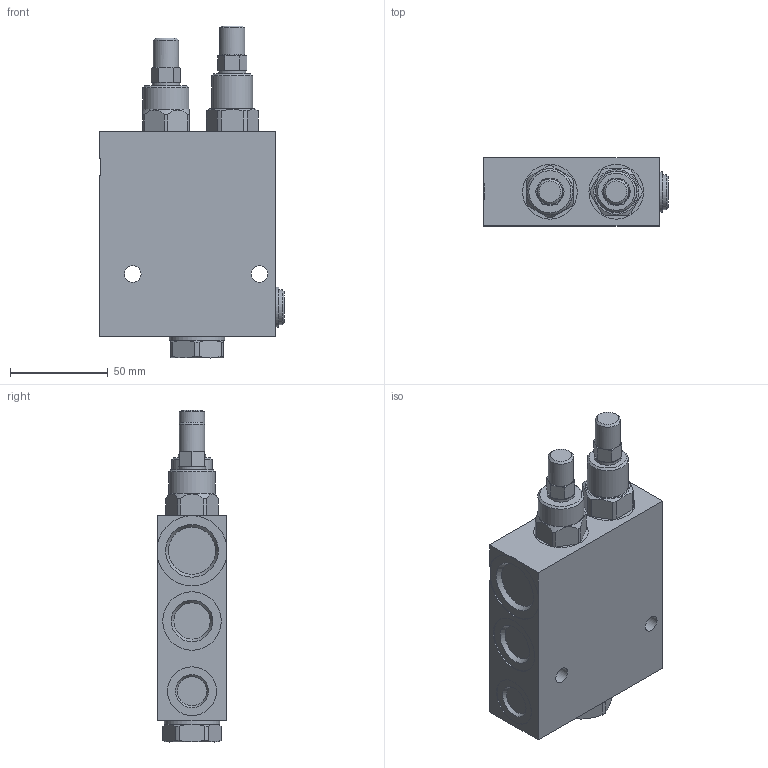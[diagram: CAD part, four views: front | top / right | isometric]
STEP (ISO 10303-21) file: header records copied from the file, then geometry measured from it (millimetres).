
FILE_DESCRIPTION(/* description */ ('Unknown'),/* implementation_level */ '2;1');
FILE_NAME(/* name */ 'v0513',/* time_stamp */ '2017-12-07T12:26:00+01:00',/* author */ ('Unknown'),/* organization */ ('Unknown'),/* preprocessor_version */ 'ST-DEVELOPER v16.7',/* originating_system */ 'DEX',/* authorisation */ $);
FILE_SCHEMA (('AUTOMOTIVE_DESIGN {1 0 10303 214 3 1 1}'));
Length unit declared in the file: millimetre
Products named in the file (1): v0513
Bounding box: 94.75 x 35 x 170.25 mm (x, y, z)
Volume: 359570.3 mm3; surface area: 42468.5 mm2
Topology: 1 solids, 3 shells, 198 faces, 473 edges, 280 vertices
Faces by surface type: plane 72, cone 47, cylinder 41, bspline 24, torus 14
Full cylindrical faces by diameter (mm): 8.5 x4, 13 x2, 14 x2, 18 x1, 20.7 x1, 21 x2, 23.6 x1, 25 x1, 28 x2, 28.5 x1, 30 x3
Entity records: 8847 total; most frequent: CARTESIAN_POINT 3481, ORIENTED_EDGE 804, DIRECTION 740, EDGE_CURVE 402, AXIS2_PLACEMENT_3D 319, VERTEX_POINT 266, EDGE_LOOP 258, FACE_BOUND 258
